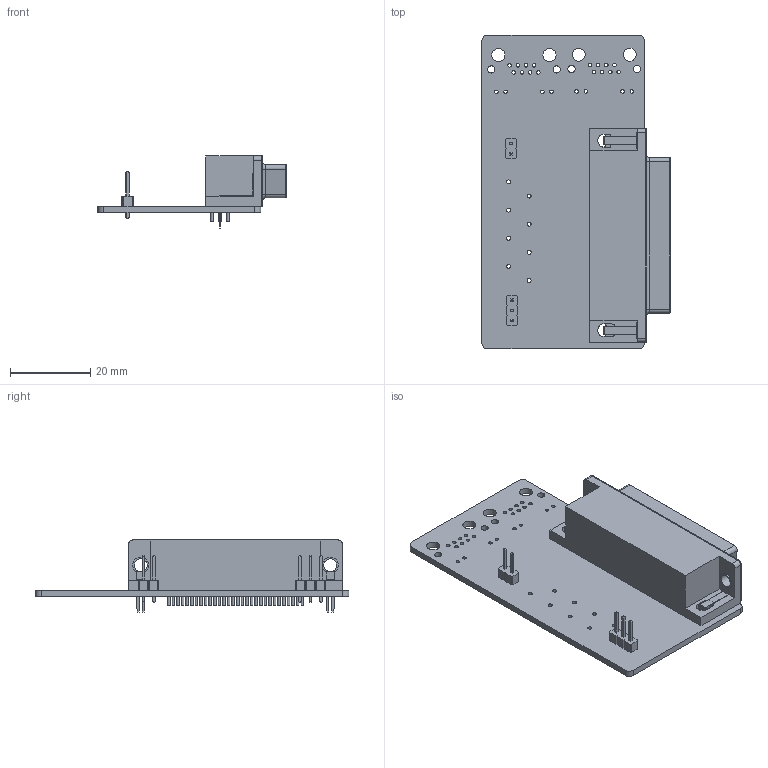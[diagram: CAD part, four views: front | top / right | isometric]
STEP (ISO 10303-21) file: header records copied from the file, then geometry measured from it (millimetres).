
FILE_DESCRIPTION(('KiCad electronic assembly'),'2;1');
FILE_NAME('lichuan-lc10.step','2024-08-29T22:42:53',('Pcbnew'),('Kicad') ,'Open CASCADE STEP processor 7.7','KiCad to STEP converter','Unknown' );
FILE_SCHEMA(('AUTOMOTIVE_DESIGN { 1 0 10303 214 1 1 1 1 }'));
Length unit declared in the file: millimetre
Products named in the file (8): lichuan-lc10 1; PinHeader_1x03_P2.54mm_Vertical; PinHeader_1x03_P254mm_Vertical; PinHeader_1x02_P2.54mm_Vertical; PinHeader_1x02_P254mm_Vertical; DSUB-44-HD_Male_Horizontal_P2.29x1.98mm_EdgePinOffset8.35mm_Housed_
MountingHolesOffset10.89mm; DSUB-44-HD_Male_Horizontal_P2.29x1.98mm_EdgePinOffset8.35mm_Housed_
MountingHolesOffset10.89mm; lichuan-lc10_PCB
Assembly tree (7 placements, depth 3):
  lichuan-lc10 1
    PinHeader_1x03_P2.54mm_Vertical
      PinHeader_1x03_P254mm_Vertical
    PinHeader_1x02_P2.54mm_Vertical
      PinHeader_1x02_P254mm_Vertical
    DSUB-44-HD_Male_Horizontal_P2.29x1.98mm_EdgePinOffset8.35mm_Housed_
MountingHolesOffset10.89mm
      DSUB-44-HD_Male_Horizontal_P2.29x1.98mm_EdgePinOffset8.35mm_Housed_
MountingHolesOffset10.89mm
    lichuan-lc10_PCB
Bounding box: 46.82 x 78 x 17.9 mm (x, y, z)
Volume: 13902.2 mm3; surface area: 12489.4 mm2
Topology: 4 solids, 5 shells, 663 faces, 1499 edges, 944 vertices
Faces by surface type: plane 295, cylinder 262, torus 98, cone 4, revolution 4
Full cylindrical faces by diameter (mm): 0.64 x132, 0.89 x24, 1 x57, 1.8 x4, 3.2 x4, 3.25 x4, 4 x2
Entity records: 23715 total; most frequent: CARTESIAN_POINT 3570, DIRECTION 3555, ORIENTED_EDGE 2998, EDGE_CURVE 1499, AXIS2_PLACEMENT_3D 1391, FACE_BOUND 1043, EDGE_LOOP 1043, VERTEX_POINT 944
